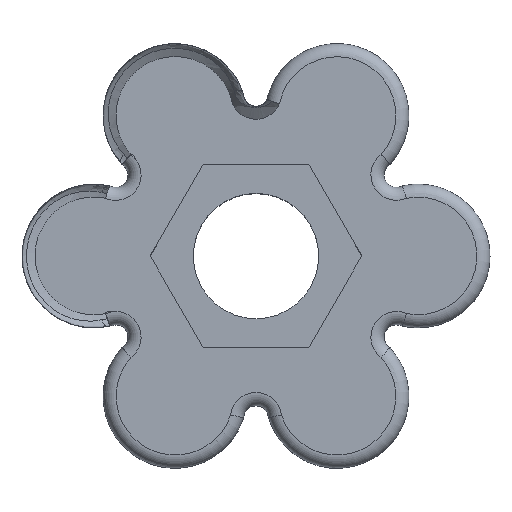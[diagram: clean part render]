
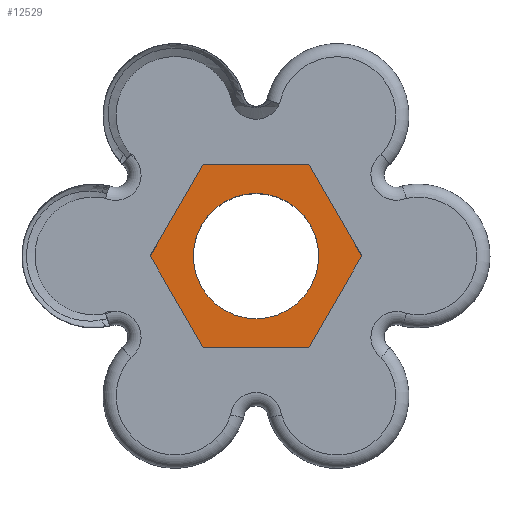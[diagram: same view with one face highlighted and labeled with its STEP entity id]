
A CAD part, top view. The second image highlights one B-rep face of the part: STEP entity #12529.
In plain terms, the highlighted planar face has unit normal (0, 0, 1).
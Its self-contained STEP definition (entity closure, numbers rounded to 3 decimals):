
#8413 = PLANE('',#8414);
#8414 = AXIS2_PLACEMENT_3D('',#8415,#8416,#8417);
#8415 = CARTESIAN_POINT('',(2.825,-4.893,15.));
#8416 = DIRECTION('',(0.866,-0.5,0.));
#8417 = DIRECTION('',(0.5,0.866,0.));
#8441 = PLANE('',#8442);
#8442 = AXIS2_PLACEMENT_3D('',#8443,#8444,#8445);
#8443 = CARTESIAN_POINT('',(-2.825,-4.893,15.));
#8444 = DIRECTION('',(0.,-1.,0.));
#8445 = DIRECTION('',(1.,0.,0.));
#8469 = PLANE('',#8470);
#8470 = AXIS2_PLACEMENT_3D('',#8471,#8472,#8473);
#8471 = CARTESIAN_POINT('',(-5.65,0.,15.));
#8472 = DIRECTION('',(-0.866,-0.5,0.));
#8473 = DIRECTION('',(0.5,-0.866,0.));
#8497 = PLANE('',#8498);
#8498 = AXIS2_PLACEMENT_3D('',#8499,#8500,#8501);
#8499 = CARTESIAN_POINT('',(-2.825,4.893,15.));
#8500 = DIRECTION('',(-0.866,0.5,0.));
#8501 = DIRECTION('',(-0.5,-0.866,0.));
#8525 = PLANE('',#8526);
#8526 = AXIS2_PLACEMENT_3D('',#8527,#8528,#8529);
#8527 = CARTESIAN_POINT('',(2.825,4.893,15.));
#8528 = DIRECTION('',(0.,1.,0.));
#8529 = DIRECTION('',(-1.,0.,0.));
#8551 = PLANE('',#8552);
#8552 = AXIS2_PLACEMENT_3D('',#8553,#8554,#8555);
#8553 = CARTESIAN_POINT('',(5.65,0.,15.));
#8554 = DIRECTION('',(0.866,0.5,0.));
#8555 = DIRECTION('',(-0.5,0.866,0.));
#9310 = CYLINDRICAL_SURFACE('',#9311,3.35);
#9311 = AXIS2_PLACEMENT_3D('',#9312,#9313,#9314);
#9312 = CARTESIAN_POINT('',(0.,0.,0.));
#9313 = DIRECTION('',(-0.,-0.,-1.));
#9314 = DIRECTION('',(1.,0.,0.));
#12033 = VERTEX_POINT('',#12034);
#12034 = CARTESIAN_POINT('',(2.825,-4.893,10.));
#12055 = EDGE_CURVE('',#12033,#12056,#12058,.T.);
#12056 = VERTEX_POINT('',#12057);
#12057 = CARTESIAN_POINT('',(5.65,0.,10.));
#12058 = SURFACE_CURVE('',#12059,(#12063,#12070),.PCURVE_S1.);
#12059 = LINE('',#12060,#12061);
#12060 = CARTESIAN_POINT('',(2.825,-4.893,10.));
#12061 = VECTOR('',#12062,1.);
#12062 = DIRECTION('',(0.5,0.866,0.));
#12063 = PCURVE('',#8413,#12064);
#12064 = DEFINITIONAL_REPRESENTATION('',(#12065),#12069);
#12065 = LINE('',#12066,#12067);
#12066 = CARTESIAN_POINT('',(0.,-5.));
#12067 = VECTOR('',#12068,1.);
#12068 = DIRECTION('',(1.,0.));
#12069 = ( GEOMETRIC_REPRESENTATION_CONTEXT(2) 
PARAMETRIC_REPRESENTATION_CONTEXT() REPRESENTATION_CONTEXT('2D SPACE',''
  ) );
#12070 = PCURVE('',#12071,#12076);
#12071 = PLANE('',#12072);
#12072 = AXIS2_PLACEMENT_3D('',#12073,#12074,#12075);
#12073 = CARTESIAN_POINT('',(0.,0.,10.));
#12074 = DIRECTION('',(0.,0.,1.));
#12075 = DIRECTION('',(1.,0.,0.));
#12076 = DEFINITIONAL_REPRESENTATION('',(#12077),#12081);
#12077 = LINE('',#12078,#12079);
#12078 = CARTESIAN_POINT('',(2.825,-4.893));
#12079 = VECTOR('',#12080,1.);
#12080 = DIRECTION('',(0.5,0.866));
#12081 = ( GEOMETRIC_REPRESENTATION_CONTEXT(2) 
PARAMETRIC_REPRESENTATION_CONTEXT() REPRESENTATION_CONTEXT('2D SPACE',''
  ) );
#12109 = EDGE_CURVE('',#12056,#12110,#12112,.T.);
#12110 = VERTEX_POINT('',#12111);
#12111 = CARTESIAN_POINT('',(2.825,4.893,10.));
#12112 = SURFACE_CURVE('',#12113,(#12117,#12124),.PCURVE_S1.);
#12113 = LINE('',#12114,#12115);
#12114 = CARTESIAN_POINT('',(5.65,0.,10.));
#12115 = VECTOR('',#12116,1.);
#12116 = DIRECTION('',(-0.5,0.866,0.));
#12117 = PCURVE('',#8551,#12118);
#12118 = DEFINITIONAL_REPRESENTATION('',(#12119),#12123);
#12119 = LINE('',#12120,#12121);
#12120 = CARTESIAN_POINT('',(0.,-5.));
#12121 = VECTOR('',#12122,1.);
#12122 = DIRECTION('',(1.,0.));
#12123 = ( GEOMETRIC_REPRESENTATION_CONTEXT(2) 
PARAMETRIC_REPRESENTATION_CONTEXT() REPRESENTATION_CONTEXT('2D SPACE',''
  ) );
#12124 = PCURVE('',#12071,#12125);
#12125 = DEFINITIONAL_REPRESENTATION('',(#12126),#12130);
#12126 = LINE('',#12127,#12128);
#12127 = CARTESIAN_POINT('',(5.65,0.));
#12128 = VECTOR('',#12129,1.);
#12129 = DIRECTION('',(-0.5,0.866));
#12130 = ( GEOMETRIC_REPRESENTATION_CONTEXT(2) 
PARAMETRIC_REPRESENTATION_CONTEXT() REPRESENTATION_CONTEXT('2D SPACE',''
  ) );
#12158 = EDGE_CURVE('',#12110,#12159,#12161,.T.);
#12159 = VERTEX_POINT('',#12160);
#12160 = CARTESIAN_POINT('',(-2.825,4.893,10.));
#12161 = SURFACE_CURVE('',#12162,(#12166,#12173),.PCURVE_S1.);
#12162 = LINE('',#12163,#12164);
#12163 = CARTESIAN_POINT('',(2.825,4.893,10.));
#12164 = VECTOR('',#12165,1.);
#12165 = DIRECTION('',(-1.,0.,0.));
#12166 = PCURVE('',#8525,#12167);
#12167 = DEFINITIONAL_REPRESENTATION('',(#12168),#12172);
#12168 = LINE('',#12169,#12170);
#12169 = CARTESIAN_POINT('',(0.,-5.));
#12170 = VECTOR('',#12171,1.);
#12171 = DIRECTION('',(1.,0.));
#12172 = ( GEOMETRIC_REPRESENTATION_CONTEXT(2) 
PARAMETRIC_REPRESENTATION_CONTEXT() REPRESENTATION_CONTEXT('2D SPACE',''
  ) );
#12173 = PCURVE('',#12071,#12174);
#12174 = DEFINITIONAL_REPRESENTATION('',(#12175),#12179);
#12175 = LINE('',#12176,#12177);
#12176 = CARTESIAN_POINT('',(2.825,4.893));
#12177 = VECTOR('',#12178,1.);
#12178 = DIRECTION('',(-1.,0.));
#12179 = ( GEOMETRIC_REPRESENTATION_CONTEXT(2) 
PARAMETRIC_REPRESENTATION_CONTEXT() REPRESENTATION_CONTEXT('2D SPACE',''
  ) );
#12207 = EDGE_CURVE('',#12159,#12208,#12210,.T.);
#12208 = VERTEX_POINT('',#12209);
#12209 = CARTESIAN_POINT('',(-5.65,0.,10.));
#12210 = SURFACE_CURVE('',#12211,(#12215,#12222),.PCURVE_S1.);
#12211 = LINE('',#12212,#12213);
#12212 = CARTESIAN_POINT('',(-2.825,4.893,10.));
#12213 = VECTOR('',#12214,1.);
#12214 = DIRECTION('',(-0.5,-0.866,0.));
#12215 = PCURVE('',#8497,#12216);
#12216 = DEFINITIONAL_REPRESENTATION('',(#12217),#12221);
#12217 = LINE('',#12218,#12219);
#12218 = CARTESIAN_POINT('',(-0.,-5.));
#12219 = VECTOR('',#12220,1.);
#12220 = DIRECTION('',(1.,0.));
#12221 = ( GEOMETRIC_REPRESENTATION_CONTEXT(2) 
PARAMETRIC_REPRESENTATION_CONTEXT() REPRESENTATION_CONTEXT('2D SPACE',''
  ) );
#12222 = PCURVE('',#12071,#12223);
#12223 = DEFINITIONAL_REPRESENTATION('',(#12224),#12228);
#12224 = LINE('',#12225,#12226);
#12225 = CARTESIAN_POINT('',(-2.825,4.893));
#12226 = VECTOR('',#12227,1.);
#12227 = DIRECTION('',(-0.5,-0.866));
#12228 = ( GEOMETRIC_REPRESENTATION_CONTEXT(2) 
PARAMETRIC_REPRESENTATION_CONTEXT() REPRESENTATION_CONTEXT('2D SPACE',''
  ) );
#12256 = EDGE_CURVE('',#12208,#12257,#12259,.T.);
#12257 = VERTEX_POINT('',#12258);
#12258 = CARTESIAN_POINT('',(-2.825,-4.893,10.));
#12259 = SURFACE_CURVE('',#12260,(#12264,#12271),.PCURVE_S1.);
#12260 = LINE('',#12261,#12262);
#12261 = CARTESIAN_POINT('',(-5.65,0.,10.));
#12262 = VECTOR('',#12263,1.);
#12263 = DIRECTION('',(0.5,-0.866,0.));
#12264 = PCURVE('',#8469,#12265);
#12265 = DEFINITIONAL_REPRESENTATION('',(#12266),#12270);
#12266 = LINE('',#12267,#12268);
#12267 = CARTESIAN_POINT('',(0.,-5.));
#12268 = VECTOR('',#12269,1.);
#12269 = DIRECTION('',(1.,0.));
#12270 = ( GEOMETRIC_REPRESENTATION_CONTEXT(2) 
PARAMETRIC_REPRESENTATION_CONTEXT() REPRESENTATION_CONTEXT('2D SPACE',''
  ) );
#12271 = PCURVE('',#12071,#12272);
#12272 = DEFINITIONAL_REPRESENTATION('',(#12273),#12277);
#12273 = LINE('',#12274,#12275);
#12274 = CARTESIAN_POINT('',(-5.65,0.));
#12275 = VECTOR('',#12276,1.);
#12276 = DIRECTION('',(0.5,-0.866));
#12277 = ( GEOMETRIC_REPRESENTATION_CONTEXT(2) 
PARAMETRIC_REPRESENTATION_CONTEXT() REPRESENTATION_CONTEXT('2D SPACE',''
  ) );
#12305 = EDGE_CURVE('',#12257,#12033,#12306,.T.);
#12306 = SURFACE_CURVE('',#12307,(#12311,#12318),.PCURVE_S1.);
#12307 = LINE('',#12308,#12309);
#12308 = CARTESIAN_POINT('',(-2.825,-4.893,10.));
#12309 = VECTOR('',#12310,1.);
#12310 = DIRECTION('',(1.,0.,0.));
#12311 = PCURVE('',#8441,#12312);
#12312 = DEFINITIONAL_REPRESENTATION('',(#12313),#12317);
#12313 = LINE('',#12314,#12315);
#12314 = CARTESIAN_POINT('',(0.,-5.));
#12315 = VECTOR('',#12316,1.);
#12316 = DIRECTION('',(1.,0.));
#12317 = ( GEOMETRIC_REPRESENTATION_CONTEXT(2) 
PARAMETRIC_REPRESENTATION_CONTEXT() REPRESENTATION_CONTEXT('2D SPACE',''
  ) );
#12318 = PCURVE('',#12071,#12319);
#12319 = DEFINITIONAL_REPRESENTATION('',(#12320),#12324);
#12320 = LINE('',#12321,#12322);
#12321 = CARTESIAN_POINT('',(-2.825,-4.893));
#12322 = VECTOR('',#12323,1.);
#12323 = DIRECTION('',(1.,0.));
#12324 = ( GEOMETRIC_REPRESENTATION_CONTEXT(2) 
PARAMETRIC_REPRESENTATION_CONTEXT() REPRESENTATION_CONTEXT('2D SPACE',''
  ) );
#12389 = VERTEX_POINT('',#12390);
#12390 = CARTESIAN_POINT('',(3.35,0.,10.));
#12411 = EDGE_CURVE('',#12389,#12389,#12412,.T.);
#12412 = SURFACE_CURVE('',#12413,(#12418,#12425),.PCURVE_S1.);
#12413 = CIRCLE('',#12414,3.35);
#12414 = AXIS2_PLACEMENT_3D('',#12415,#12416,#12417);
#12415 = CARTESIAN_POINT('',(0.,0.,10.));
#12416 = DIRECTION('',(0.,0.,-1.));
#12417 = DIRECTION('',(1.,0.,0.));
#12418 = PCURVE('',#9310,#12419);
#12419 = DEFINITIONAL_REPRESENTATION('',(#12420),#12424);
#12420 = LINE('',#12421,#12422);
#12421 = CARTESIAN_POINT('',(-6.283,-10.));
#12422 = VECTOR('',#12423,1.);
#12423 = DIRECTION('',(1.,-0.));
#12424 = ( GEOMETRIC_REPRESENTATION_CONTEXT(2) 
PARAMETRIC_REPRESENTATION_CONTEXT() REPRESENTATION_CONTEXT('2D SPACE',''
  ) );
#12425 = PCURVE('',#12071,#12426);
#12426 = DEFINITIONAL_REPRESENTATION('',(#12427),#12435);
#12427 = ( BOUNDED_CURVE() B_SPLINE_CURVE(2,(#12428,#12429,#12430,#12431
    ,#12432,#12433,#12434),.UNSPECIFIED.,.T.,.F.) 
B_SPLINE_CURVE_WITH_KNOTS((1,2,2,2,2,1),(-2.094,0.,
    2.094,4.189,6.283,8.378),
.UNSPECIFIED.) CURVE() GEOMETRIC_REPRESENTATION_ITEM() 
RATIONAL_B_SPLINE_CURVE((1.,0.5,1.,0.5,1.,0.5,1.)) REPRESENTATION_ITEM(
  '') );
#12428 = CARTESIAN_POINT('',(3.35,0.));
#12429 = CARTESIAN_POINT('',(3.35,-5.802));
#12430 = CARTESIAN_POINT('',(-1.675,-2.901));
#12431 = CARTESIAN_POINT('',(-6.7,0.));
#12432 = CARTESIAN_POINT('',(-1.675,2.901));
#12433 = CARTESIAN_POINT('',(3.35,5.802));
#12434 = CARTESIAN_POINT('',(3.35,0.));
#12435 = ( GEOMETRIC_REPRESENTATION_CONTEXT(2) 
PARAMETRIC_REPRESENTATION_CONTEXT() REPRESENTATION_CONTEXT('2D SPACE',''
  ) );
#12529 = ADVANCED_FACE('',(#12530,#12538),#12071,.T.);
#12530 = FACE_BOUND('',#12531,.T.);
#12531 = EDGE_LOOP('',(#12532,#12533,#12534,#12535,#12536,#12537));
#12532 = ORIENTED_EDGE('',*,*,#12055,.T.);
#12533 = ORIENTED_EDGE('',*,*,#12109,.T.);
#12534 = ORIENTED_EDGE('',*,*,#12158,.T.);
#12535 = ORIENTED_EDGE('',*,*,#12207,.T.);
#12536 = ORIENTED_EDGE('',*,*,#12256,.T.);
#12537 = ORIENTED_EDGE('',*,*,#12305,.T.);
#12538 = FACE_BOUND('',#12539,.T.);
#12539 = EDGE_LOOP('',(#12540));
#12540 = ORIENTED_EDGE('',*,*,#12411,.T.);
